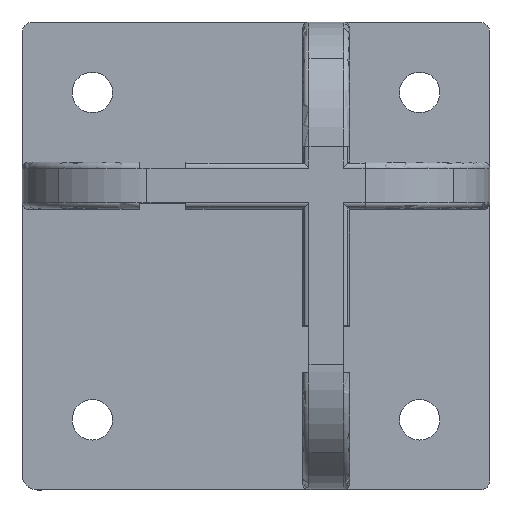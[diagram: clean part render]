
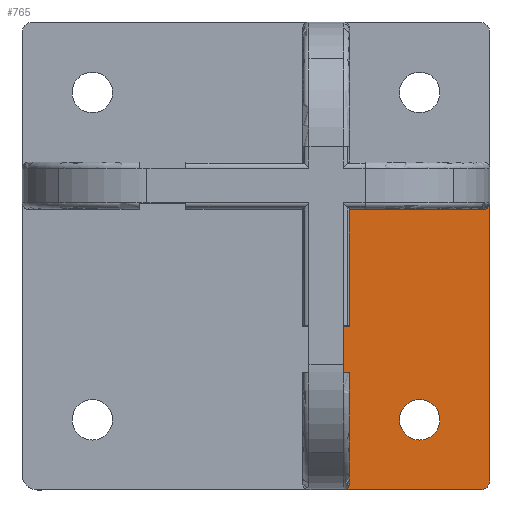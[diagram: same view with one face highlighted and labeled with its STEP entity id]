
A CAD part, top view. The second image highlights one B-rep face of the part: STEP entity #765.
In plain terms, the highlighted planar face has unit normal (0, 0, 1).
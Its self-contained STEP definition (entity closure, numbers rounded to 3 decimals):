
#10 = CARTESIAN_POINT ( 'NONE',  ( 59.414, -44.414, 0. ) ) ;
#13 = CARTESIAN_POINT ( 'NONE',  ( 103., 47., 0. ) ) ;
#64 = CARTESIAN_POINT ( 'NONE',  ( 82.5, -22.5, 0. ) ) ;
#73 = CIRCLE ( 'NONE', #3537, 2. ) ;
#102 = CARTESIAN_POINT ( 'NONE',  ( 58., 7.5, 0. ) ) ;
#174 = DIRECTION ( 'NONE',  ( 0., 0., -1. ) ) ;
#215 = DIRECTION ( 'NONE',  ( 0., 0., 1. ) ) ;
#289 = LINE ( 'NONE', #102, #5572 ) ;
#295 = VERTEX_POINT ( 'NONE', #817 ) ;
#309 = ORIENTED_EDGE ( 'NONE', *, *, #2344, .T. ) ;
#318 = VERTEX_POINT ( 'NONE', #2736 ) ;
#331 = VERTEX_POINT ( 'NONE', #4444 ) ;
#403 = DIRECTION ( 'NONE',  ( 0., 0., 1. ) ) ;
#470 = EDGE_CURVE ( 'NONE', #5029, #4380, #2774, .T. ) ;
#506 = EDGE_CURVE ( 'NONE', #2471, #3986, #2297, .T. ) ;
#523 = CIRCLE ( 'NONE', #4749, 3. ) ;
#586 = DIRECTION ( 'NONE',  ( 1., 0., 0. ) ) ;
#661 = EDGE_LOOP ( 'NONE', ( #1276, #3350 ) ) ;
#667 = CARTESIAN_POINT ( 'NONE',  ( 82.5, -22.5, 0. ) ) ;
#671 = VERTEX_POINT ( 'NONE', #821 ) ;
#739 = FACE_OUTER_BOUND ( 'NONE', #2833, .T. ) ;
#751 = CARTESIAN_POINT ( 'NONE',  ( 105., 70.882, 0. ) ) ;
#765 = ADVANCED_FACE ( 'NONE', ( #3851, #739 ), #2261, .T. ) ;
#817 = CARTESIAN_POINT ( 'NONE',  ( 58., -7.5, 0. ) ) ;
#821 = CARTESIAN_POINT ( 'NONE',  ( 89., -22.5, 0. ) ) ;
#923 = ORIENTED_EDGE ( 'NONE', *, *, #2684, .T. ) ;
#971 = CARTESIAN_POINT ( 'NONE',  ( 60., -7.5, 0. ) ) ;
#990 = DIRECTION ( 'NONE',  ( 1., 0., 0. ) ) ;
#1014 = EDGE_CURVE ( 'NONE', #3986, #331, #3638, .T. ) ;
#1033 = CARTESIAN_POINT ( 'NONE',  ( 58., -7.5, 0. ) ) ;
#1045 = DIRECTION ( 'NONE',  ( 0.707, -0.707, 0. ) ) ;
#1165 = EDGE_CURVE ( 'NONE', #4380, #1637, #523, .T. ) ;
#1171 = CARTESIAN_POINT ( 'NONE',  ( 60., 45., 0. ) ) ;
#1174 = VECTOR ( 'NONE', #3339, 1000. ) ;
#1181 = CIRCLE ( 'NONE', #1203, 6.5 ) ;
#1203 = AXIS2_PLACEMENT_3D ( 'NONE', #667, #1572, #3323 ) ;
#1236 = LINE ( 'NONE', #751, #1507 ) ;
#1276 = ORIENTED_EDGE ( 'NONE', *, *, #2532, .T. ) ;
#1305 = LINE ( 'NONE', #2475, #1174 ) ;
#1334 = LINE ( 'NONE', #5274, #2626 ) ;
#1340 = LINE ( 'NONE', #5053, #1465 ) ;
#1345 = CARTESIAN_POINT ( 'NONE',  ( 105., 46.996, 0. ) ) ;
#1442 = ORIENTED_EDGE ( 'NONE', *, *, #2757, .F. ) ;
#1465 = VECTOR ( 'NONE', #3846, 1000. ) ;
#1507 = VECTOR ( 'NONE', #2933, 1000. ) ;
#1542 = ORIENTED_EDGE ( 'NONE', *, *, #4862, .F. ) ;
#1560 = EDGE_CURVE ( 'NONE', #4450, #4836, #1334, .T. ) ;
#1572 = DIRECTION ( 'NONE',  ( 0., 0., -1. ) ) ;
#1575 = CARTESIAN_POINT ( 'NONE',  ( 104.414, 45.586, 0. ) ) ;
#1622 = EDGE_CURVE ( 'NONE', #331, #2944, #2951, .T. ) ;
#1637 = VERTEX_POINT ( 'NONE', #5242 ) ;
#1687 = ORIENTED_EDGE ( 'NONE', *, *, #470, .F. ) ;
#1770 = DIRECTION ( 'NONE',  ( 1., 0., 0. ) ) ;
#1905 = ORIENTED_EDGE ( 'NONE', *, *, #1165, .F. ) ;
#1915 = EDGE_CURVE ( 'NONE', #2944, #295, #1340, .T. ) ;
#1970 = DIRECTION ( 'NONE',  ( 0., 0., 1. ) ) ;
#2038 = CARTESIAN_POINT ( 'NONE',  ( 76., -22.5, 0. ) ) ;
#2051 = VECTOR ( 'NONE', #4502, 1000. ) ;
#2125 = LINE ( 'NONE', #4938, #2051 ) ;
#2261 = PLANE ( 'NONE',  #2425 ) ;
#2297 = CIRCLE ( 'NONE', #4891, 2. ) ;
#2333 = ORIENTED_EDGE ( 'NONE', *, *, #1915, .F. ) ;
#2344 = EDGE_CURVE ( 'NONE', #2471, #1637, #2125, .T. ) ;
#2425 = AXIS2_PLACEMENT_3D ( 'NONE', #3082, #5251, #1770 ) ;
#2434 = CARTESIAN_POINT ( 'NONE',  ( 58., -45., 0. ) ) ;
#2449 = CIRCLE ( 'NONE', #2470, 2. ) ;
#2470 = AXIS2_PLACEMENT_3D ( 'NONE', #13, #403, #2991 ) ;
#2471 = VERTEX_POINT ( 'NONE', #2434 ) ;
#2475 = CARTESIAN_POINT ( 'NONE',  ( 60., 7.5, 0. ) ) ;
#2484 = ORIENTED_EDGE ( 'NONE', *, *, #1014, .F. ) ;
#2512 = DIRECTION ( 'NONE',  ( 0., 0., -1. ) ) ;
#2532 = EDGE_CURVE ( 'NONE', #671, #4442, #1181, .T. ) ;
#2550 = CARTESIAN_POINT ( 'NONE',  ( 102., -42., 0. ) ) ;
#2583 = CARTESIAN_POINT ( 'NONE',  ( 105., -42., 0. ) ) ;
#2626 = VECTOR ( 'NONE', #4817, 1000. ) ;
#2684 = EDGE_CURVE ( 'NONE', #5029, #3295, #1236, .T. ) ;
#2736 = CARTESIAN_POINT ( 'NONE',  ( 60., 7.5, 0. ) ) ;
#2757 = EDGE_CURVE ( 'NONE', #4836, #4810, #2449, .T. ) ;
#2762 = VECTOR ( 'NONE', #5279, 1000. ) ;
#2774 = CIRCLE ( 'NONE', #3723, 3. ) ;
#2778 = CARTESIAN_POINT ( 'NONE',  ( 58., 7.5, 0. ) ) ;
#2791 = CARTESIAN_POINT ( 'NONE',  ( 58., -43., 0. ) ) ;
#2815 = DIRECTION ( 'NONE',  ( 0.707, -0.707, 0. ) ) ;
#2833 = EDGE_LOOP ( 'NONE', ( #5524, #5375, #3399, #1542, #2333, #5355, #2484, #2953, #309, #1905, #1687, #923, #3117, #1442 ) ) ;
#2933 = DIRECTION ( 'NONE',  ( 0., 1., 0. ) ) ;
#2944 = VERTEX_POINT ( 'NONE', #971 ) ;
#2951 = LINE ( 'NONE', #3941, #2762 ) ;
#2953 = ORIENTED_EDGE ( 'NONE', *, *, #506, .F. ) ;
#2981 = DIRECTION ( 'NONE',  ( 0.707, -0.707, 0. ) ) ;
#2991 = DIRECTION ( 'NONE',  ( 0.707, -0.707, 0. ) ) ;
#3082 = CARTESIAN_POINT ( 'NONE',  ( 30.111, 30.111, 0. ) ) ;
#3117 = ORIENTED_EDGE ( 'NONE', *, *, #4348, .F. ) ;
#3188 = CARTESIAN_POINT ( 'NONE',  ( 103., 45., 0. ) ) ;
#3225 = AXIS2_PLACEMENT_3D ( 'NONE', #4048, #215, #1045 ) ;
#3295 = VERTEX_POINT ( 'NONE', #1345 ) ;
#3323 = DIRECTION ( 'NONE',  ( 1., 0., 0. ) ) ;
#3339 = DIRECTION ( 'NONE',  ( 0., 1., 0. ) ) ;
#3350 = ORIENTED_EDGE ( 'NONE', *, *, #3438, .T. ) ;
#3399 = ORIENTED_EDGE ( 'NONE', *, *, #3539, .F. ) ;
#3438 = EDGE_CURVE ( 'NONE', #4442, #671, #4698, .T. ) ;
#3537 = AXIS2_PLACEMENT_3D ( 'NONE', #5477, #3716, #2815 ) ;
#3539 = EDGE_CURVE ( 'NONE', #3601, #318, #289, .T. ) ;
#3601 = VERTEX_POINT ( 'NONE', #2778 ) ;
#3638 = CIRCLE ( 'NONE', #3225, 2. ) ;
#3716 = DIRECTION ( 'NONE',  ( 0., 0., 1. ) ) ;
#3723 = AXIS2_PLACEMENT_3D ( 'NONE', #4070, #174, #4093 ) ;
#3846 = DIRECTION ( 'NONE',  ( -1., 0., 0. ) ) ;
#3851 = FACE_BOUND ( 'NONE', #661, .T. ) ;
#3941 = CARTESIAN_POINT ( 'NONE',  ( 60., -45., 0. ) ) ;
#3986 = VERTEX_POINT ( 'NONE', #10 ) ;
#4048 = CARTESIAN_POINT ( 'NONE',  ( 58., -43., 0. ) ) ;
#4070 = CARTESIAN_POINT ( 'NONE',  ( 102., -42., 0. ) ) ;
#4093 = DIRECTION ( 'NONE',  ( 0.707, -0.707, 0. ) ) ;
#4348 = EDGE_CURVE ( 'NONE', #4810, #3295, #73, .T. ) ;
#4380 = VERTEX_POINT ( 'NONE', #4527 ) ;
#4433 = AXIS2_PLACEMENT_3D ( 'NONE', #64, #5334, #586 ) ;
#4442 = VERTEX_POINT ( 'NONE', #2038 ) ;
#4444 = CARTESIAN_POINT ( 'NONE',  ( 60., -43., 0. ) ) ;
#4449 = EDGE_CURVE ( 'NONE', #318, #4450, #1305, .T. ) ;
#4450 = VERTEX_POINT ( 'NONE', #1171 ) ;
#4502 = DIRECTION ( 'NONE',  ( 1., 0., 0. ) ) ;
#4527 = CARTESIAN_POINT ( 'NONE',  ( 104.121, -44.121, 0. ) ) ;
#4569 = DIRECTION ( 'NONE',  ( 0., 1., 0. ) ) ;
#4698 = CIRCLE ( 'NONE', #4433, 6.5 ) ;
#4749 = AXIS2_PLACEMENT_3D ( 'NONE', #2550, #2512, #2981 ) ;
#4810 = VERTEX_POINT ( 'NONE', #1575 ) ;
#4817 = DIRECTION ( 'NONE',  ( 1., 0., 0. ) ) ;
#4829 = LINE ( 'NONE', #1033, #5099 ) ;
#4836 = VERTEX_POINT ( 'NONE', #3188 ) ;
#4862 = EDGE_CURVE ( 'NONE', #295, #3601, #4829, .T. ) ;
#4891 = AXIS2_PLACEMENT_3D ( 'NONE', #2791, #1970, #5398 ) ;
#4938 = CARTESIAN_POINT ( 'NONE',  ( 45.055, -45., 0. ) ) ;
#5029 = VERTEX_POINT ( 'NONE', #2583 ) ;
#5053 = CARTESIAN_POINT ( 'NONE',  ( 60., -7.5, 0. ) ) ;
#5099 = VECTOR ( 'NONE', #4569, 1000. ) ;
#5242 = CARTESIAN_POINT ( 'NONE',  ( 102., -45., 0. ) ) ;
#5251 = DIRECTION ( 'NONE',  ( 0., 0., 1. ) ) ;
#5274 = CARTESIAN_POINT ( 'NONE',  ( 60., 45., 0. ) ) ;
#5279 = DIRECTION ( 'NONE',  ( 0., 1., 0. ) ) ;
#5334 = DIRECTION ( 'NONE',  ( 0., 0., -1. ) ) ;
#5355 = ORIENTED_EDGE ( 'NONE', *, *, #1622, .F. ) ;
#5375 = ORIENTED_EDGE ( 'NONE', *, *, #4449, .F. ) ;
#5398 = DIRECTION ( 'NONE',  ( 0.707, -0.707, 0. ) ) ;
#5477 = CARTESIAN_POINT ( 'NONE',  ( 103., 47., 0. ) ) ;
#5524 = ORIENTED_EDGE ( 'NONE', *, *, #1560, .F. ) ;
#5572 = VECTOR ( 'NONE', #990, 1000. ) ;
